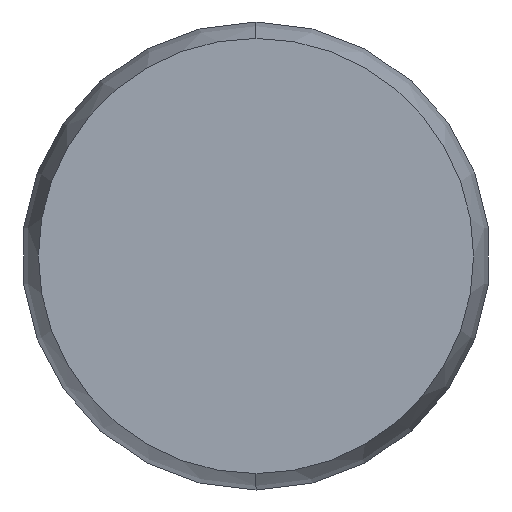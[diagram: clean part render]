
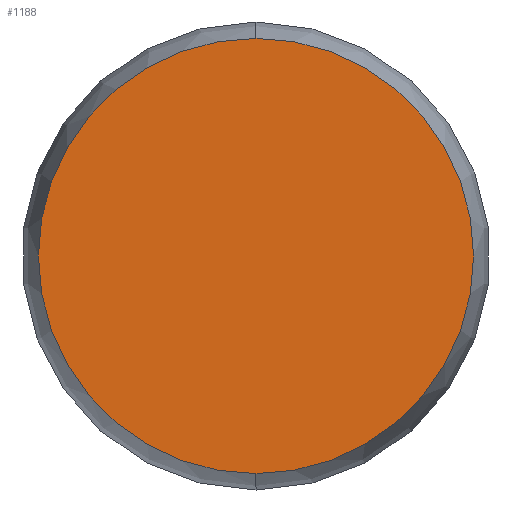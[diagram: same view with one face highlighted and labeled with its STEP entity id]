
A CAD part, left-side view. The second image highlights one B-rep face of the part: STEP entity #1188.
In plain terms, the highlighted planar face has unit normal (-1, 0, 0).
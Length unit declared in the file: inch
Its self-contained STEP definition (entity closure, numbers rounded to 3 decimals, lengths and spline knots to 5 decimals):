
#262 = CIRCLE ( 'NONE', #1056, 0.0465 ) ;
#275 = VERTEX_POINT ( 'NONE', #869 ) ;
#315 = ORIENTED_EDGE ( 'NONE', *, *, #1060, .F. ) ;
#435 = EDGE_LOOP ( 'NONE', ( #647, #315 ) ) ;
#522 = FACE_OUTER_BOUND ( 'NONE', #435, .T. ) ;
#611 = CIRCLE ( 'NONE', #985, 0.0465 ) ;
#647 = ORIENTED_EDGE ( 'NONE', *, *, #1053, .F. ) ;
#686 = VERTEX_POINT ( 'NONE', #723 ) ;
#723 = CARTESIAN_POINT ( 'NONE',  ( 0., 0., -0.0465 ) ) ;
#869 = CARTESIAN_POINT ( 'NONE',  ( 0., 0., 0.0465 ) ) ;
#985 = AXIS2_PLACEMENT_3D ( 'NONE', #1643, #1565, #1563 ) ;
#1053 = EDGE_CURVE ( 'NONE', #686, #275, #611, .T. ) ;
#1056 = AXIS2_PLACEMENT_3D ( 'NONE', #1261, #1260, #1258 ) ;
#1060 = EDGE_CURVE ( 'NONE', #275, #686, #262, .T. ) ;
#1130 = AXIS2_PLACEMENT_3D ( 'NONE', #1779, #1766, #1899 ) ;
#1188 = ADVANCED_FACE ( 'NONE', ( #522 ), #1846, .T. ) ;
#1258 = DIRECTION ( 'NONE',  ( 0., 0., -1. ) ) ;
#1260 = DIRECTION ( 'NONE',  ( 1., 0., 0. ) ) ;
#1261 = CARTESIAN_POINT ( 'NONE',  ( 0., 0., 0. ) ) ;
#1563 = DIRECTION ( 'NONE',  ( 0., 0., -1. ) ) ;
#1565 = DIRECTION ( 'NONE',  ( 1., 0., 0. ) ) ;
#1643 = CARTESIAN_POINT ( 'NONE',  ( 0., 0., 0. ) ) ;
#1766 = DIRECTION ( 'NONE',  ( -1., 0., 0. ) ) ;
#1779 = CARTESIAN_POINT ( 'NONE',  ( 0., 0.0465, 0. ) ) ;
#1846 = PLANE ( 'NONE',  #1130 ) ;
#1899 = DIRECTION ( 'NONE',  ( 0., 0., 1. ) ) ;
